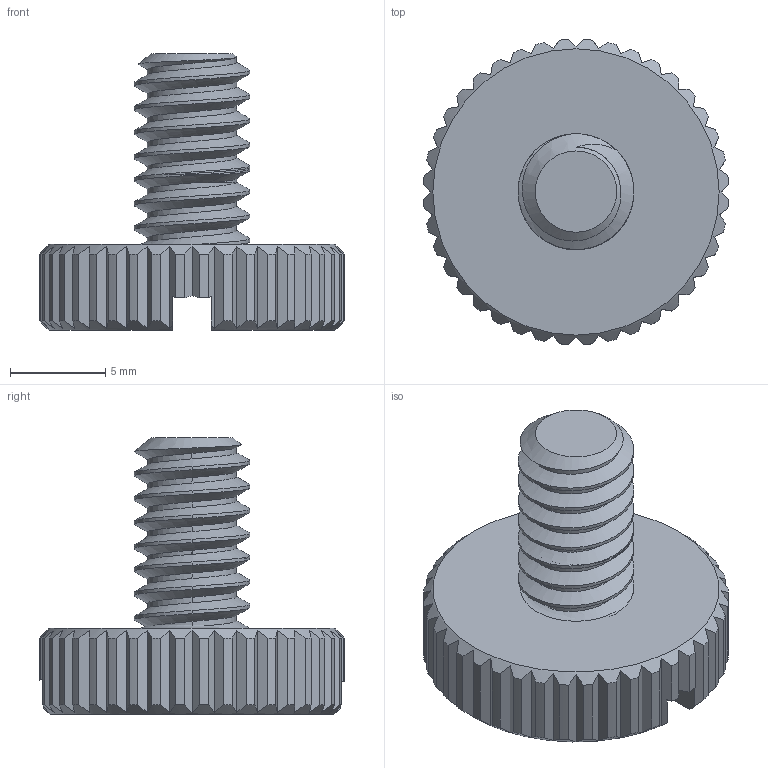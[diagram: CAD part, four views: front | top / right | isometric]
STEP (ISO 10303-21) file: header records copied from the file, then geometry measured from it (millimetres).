
FILE_DESCRIPTION(/* description */ (''),/* implementation_level */ '2;1');
FILE_NAME(/* name */ 'Camera Screw.step',/* time_stamp */ '2023-06-10T14:23:07-07:00',/* author */ (''),/* organization */ (''),/* preprocessor_version */ 'ST-DEVELOPER v19.2',/* originating_system */ 'Autodesk Translation Framework v12.6.0.85',/* authorisation */ '');
FILE_SCHEMA (('AUTOMOTIVE_DESIGN { 1 0 10303 214 3 1 1 }'));
Length unit declared in the file: millimetre
Products named in the file (1): Camera Screw 1_4 3D printing
Bounding box: 15.98 x 15.98 x 14.5 mm (x, y, z)
Volume: 1136 mm3; surface area: 1212.3 mm2
Topology: 3 solids, 3 shells, 180 faces, 520 edges, 347 vertices
Faces by surface type: plane 93, cylinder 67, cone 12, bspline 7, torus 1
Full cylindrical faces by diameter (mm): 3.8 x1, 4.671 x7, 6.067 x6
Entity records: 13072 total; most frequent: CARTESIAN_POINT 8860, ORIENTED_EDGE 1040, DIRECTION 735, EDGE_CURVE 520, VERTEX_POINT 347, AXIS2_PLACEMENT_3D 288, EDGE_LOOP 181, FACE_OUTER_BOUND 180
